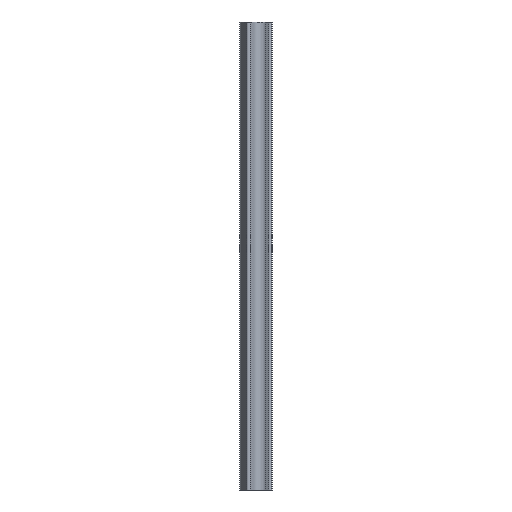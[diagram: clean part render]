
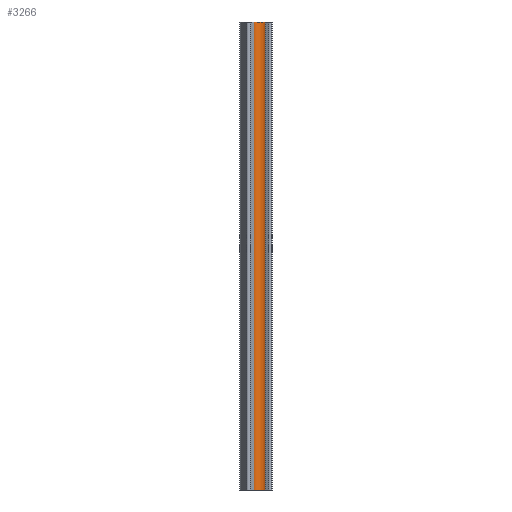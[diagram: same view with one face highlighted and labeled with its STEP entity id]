
A CAD part, left-side view. The second image highlights one B-rep face of the part: STEP entity #3266.
In plain terms, the highlighted cylindrical face has radius 12.5 mm (diameter 25 mm), a partial arc.
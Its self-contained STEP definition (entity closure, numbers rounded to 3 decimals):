
#47=CIRCLE('',#3315,12.5);
#117=CIRCLE('',#3389,12.5);
#274=CYLINDRICAL_SURFACE('',#3614,12.5);
#435=FACE_OUTER_BOUND('',#609,.T.);
#609=EDGE_LOOP('',(#2996,#2997,#2998,#2999));
#795=LINE('',#5336,#1111);
#927=LINE('',#5657,#1243);
#1111=VECTOR('',#4172,10.);
#1243=VECTOR('',#4570,10.);
#1290=VERTEX_POINT('',#4682);
#1291=VERTEX_POINT('',#4684);
#1424=VERTEX_POINT('',#4983);
#1425=VERTEX_POINT('',#4985);
#1615=EDGE_CURVE('',#1290,#1291,#47,.T.);
#1754=EDGE_CURVE('',#1424,#1425,#117,.T.);
#1921=EDGE_CURVE('',#1291,#1424,#795,.T.);
#2053=EDGE_CURVE('',#1290,#1425,#927,.T.);
#2996=ORIENTED_EDGE('',*,*,#2053,.T.);
#2997=ORIENTED_EDGE('',*,*,#1754,.F.);
#2998=ORIENTED_EDGE('',*,*,#1921,.F.);
#2999=ORIENTED_EDGE('',*,*,#1615,.F.);
#3266=ADVANCED_FACE('',(#435),#274,.F.);
#3315=AXIS2_PLACEMENT_3D('',#4685,#3690,#3691);
#3389=AXIS2_PLACEMENT_3D('',#4986,#3905,#3906);
#3614=AXIS2_PLACEMENT_3D('',#5660,#4574,#4575);
#3690=DIRECTION('center_axis',(0.,0.,-1.));
#3691=DIRECTION('ref_axis',(-1.,0.,0.));
#3905=DIRECTION('center_axis',(0.,0.,1.));
#3906=DIRECTION('ref_axis',(-1.,0.,0.));
#4172=DIRECTION('',(0.,0.,-1.));
#4570=DIRECTION('',(0.,0.,-1.));
#4574=DIRECTION('center_axis',(0.,0.,1.));
#4575=DIRECTION('ref_axis',(0.966,0.259,0.));
#4682=CARTESIAN_POINT('',(-23.75,15.825,350.));
#4684=CARTESIAN_POINT('',(-19.175,-1.25,350.));
#4685=CARTESIAN_POINT('Origin',(-30.,5.,350.));
#4983=CARTESIAN_POINT('',(-19.175,-1.25,-350.));
#4985=CARTESIAN_POINT('',(-23.75,15.825,-350.));
#4986=CARTESIAN_POINT('Origin',(-30.,5.,-350.));
#5336=CARTESIAN_POINT('',(-19.175,-1.25,350.));
#5657=CARTESIAN_POINT('',(-23.75,15.825,350.));
#5660=CARTESIAN_POINT('Origin',(-30.,5.,350.));
